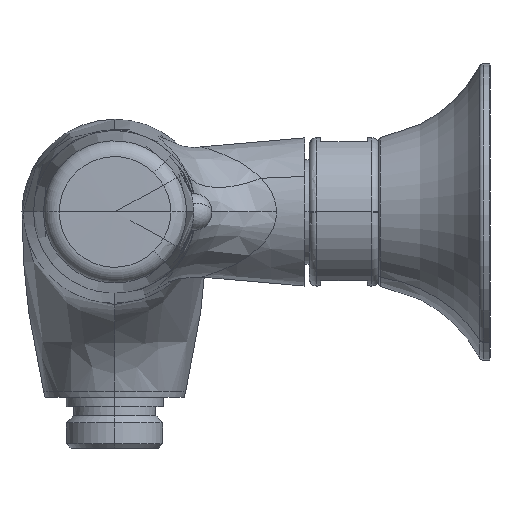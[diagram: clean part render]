
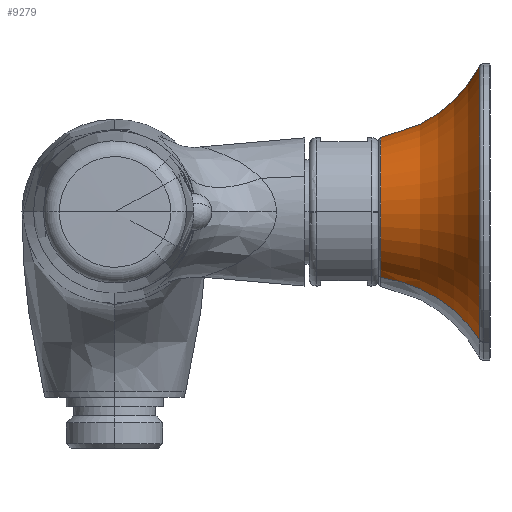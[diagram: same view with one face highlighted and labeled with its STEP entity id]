
A CAD part, left-side view. The second image highlights one B-rep face of the part: STEP entity #9279.
In plain terms, the highlighted toroidal (fillet/blend) face has major radius 45.625 mm and minor radius 30 mm.
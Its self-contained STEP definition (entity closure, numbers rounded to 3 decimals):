
#9116=CARTESIAN_POINT('Vertex',(-82.704,-57.414,-14.102)) ;
#9119=CARTESIAN_POINT('Axis2P3D Location',(-75.,-57.414,0.)) ;
#9123=CARTESIAN_POINT('Vertex',(-67.296,-57.414,14.102)) ;
#9249=CARTESIAN_POINT('Axis2P3D Location',(-75.,-52.273,0.)) ;
#9254=CARTESIAN_POINT('Axis2P3D Location',(-96.874,-52.273,-40.04)) ;
#9258=CARTESIAN_POINT('Vertex',(-90.088,-78.724,-27.619)) ;
#9261=CARTESIAN_POINT('Axis2P3D Location',(-75.,-78.724,0.)) ;
#9265=CARTESIAN_POINT('Vertex',(-59.912,-78.724,27.619)) ;
#9268=CARTESIAN_POINT('Axis2P3D Location',(-53.126,-52.273,40.04)) ;
#9120=DIRECTION('Axis2P3D Direction',(-0.,1.,0.)) ;
#9250=DIRECTION('Axis2P3D Direction',(0.,1.,0.)) ;
#9251=DIRECTION('Axis2P3D XDirection',(0.479,0.,0.878)) ;
#9255=DIRECTION('Axis2P3D Direction',(0.878,0.,-0.479)) ;
#9262=DIRECTION('Axis2P3D Direction',(-0.,1.,0.)) ;
#9269=DIRECTION('Axis2P3D Direction',(-0.878,0.,0.479)) ;
#9121=AXIS2_PLACEMENT_3D('Circle Axis2P3D',#9119,#9120,$) ;
#9252=AXIS2_PLACEMENT_3D('Torus Axis2P3D',#9249,#9250,#9251) ;
#9256=AXIS2_PLACEMENT_3D('Circle Axis2P3D',#9254,#9255,$) ;
#9263=AXIS2_PLACEMENT_3D('Circle Axis2P3D',#9261,#9262,$) ;
#9270=AXIS2_PLACEMENT_3D('Circle Axis2P3D',#9268,#9269,$) ;
#9274=ORIENTED_EDGE('',*,*,#9125,.F.) ;
#9275=ORIENTED_EDGE('',*,*,#9260,.T.) ;
#9276=ORIENTED_EDGE('',*,*,#9267,.T.) ;
#9277=ORIENTED_EDGE('',*,*,#9272,.F.) ;
#9279=ADVANCED_FACE('PartBody',(#9278),#9253,.F.) ;
#9122=CIRCLE('generated circle',#9121,16.069) ;
#9257=CIRCLE('generated circle',#9256,30.) ;
#9264=CIRCLE('generated circle',#9263,31.472) ;
#9271=CIRCLE('generated circle',#9270,30.) ;
#9253=TOROIDAL_SURFACE('homeo Torus',#9252,45.625,30.) ;
#9125=EDGE_CURVE('',#9117,#9124,#9122,.T.) ;
#9260=EDGE_CURVE('',#9117,#9259,#9257,.T.) ;
#9267=EDGE_CURVE('',#9259,#9266,#9264,.T.) ;
#9272=EDGE_CURVE('',#9124,#9266,#9271,.T.) ;
#9273=EDGE_LOOP('',(#9274,#9275,#9276,#9277)) ;
#9278=FACE_OUTER_BOUND('',#9273,.T.) ;
#9117=VERTEX_POINT('',#9116) ;
#9124=VERTEX_POINT('',#9123) ;
#9259=VERTEX_POINT('',#9258) ;
#9266=VERTEX_POINT('',#9265) ;
